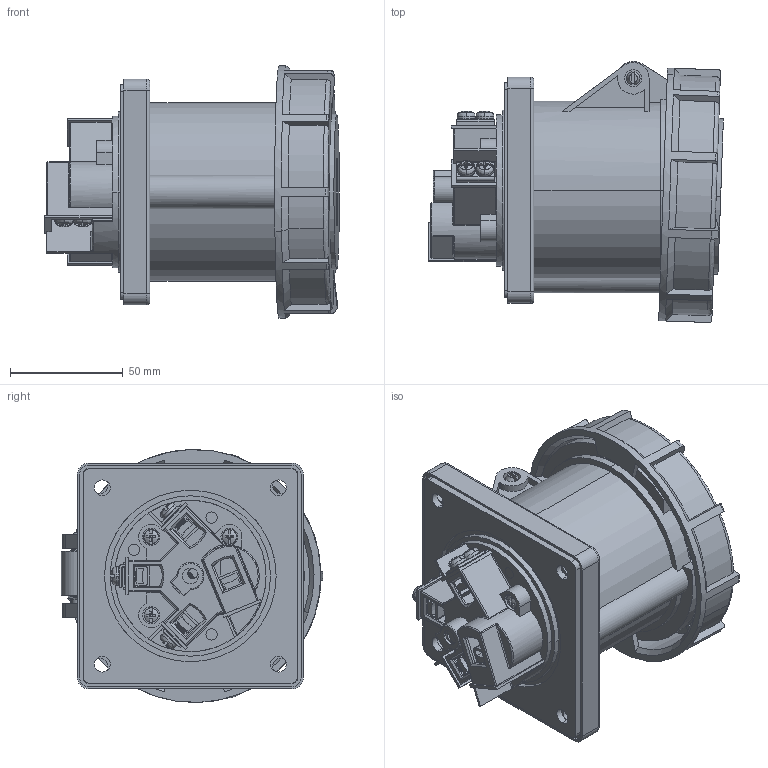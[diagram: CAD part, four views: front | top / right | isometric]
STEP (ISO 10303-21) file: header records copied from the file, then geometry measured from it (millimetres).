
FILE_DESCRIPTION (( 'STEP AP214' ), '1' );
FILE_NAME ('DEP2-3342.STEP', '2025-01-05T07:21:20', ( '' ), ( '' ), 'SwSTEP 2.0', 'SolidWorks 2022', '' );
FILE_SCHEMA (( 'AUTOMOTIVE_DESIGN' ));
Length unit declared in the file: millimetre
Products named in the file (1): DEP2-3342
Bounding box: 130.5 x 115.6 x 112 mm (x, y, z)
Surface area: 127507.6 mm2 (no closed solid volume)
Topology: 0 solids, 52 shells, 926 faces, 3761 edges, 2815 vertices
Faces by surface type: plane 373, cylinder 371, bspline 148, cone 34
Entity records: 70542 total; most frequent: CARTESIAN_POINT 32488, ORIENTED_EDGE 5716, DIRECTION 4784, EDGE_CURVE 3742, VERTEX_POINT 2815, LINE 1644, VECTOR 1644, AXIS2_PLACEMENT_3D 1570
